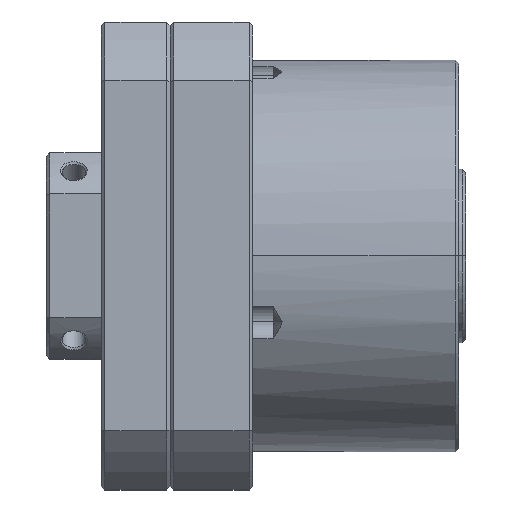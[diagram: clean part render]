
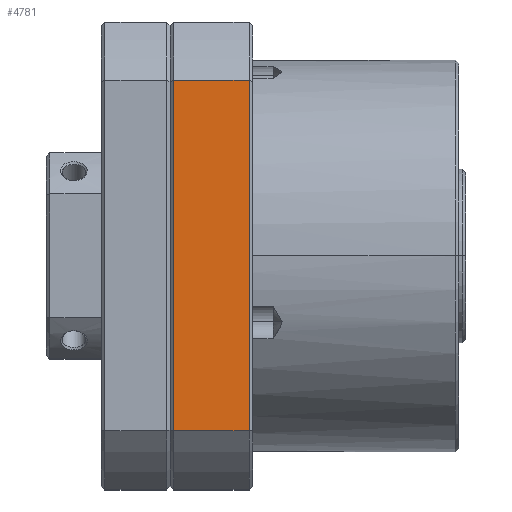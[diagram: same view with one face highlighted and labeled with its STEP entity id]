
A CAD part, top view. The second image highlights one B-rep face of the part: STEP entity #4781.
In plain terms, the highlighted planar face has unit normal (0, 0, 1).
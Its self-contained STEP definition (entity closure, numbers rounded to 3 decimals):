
#237 = CARTESIAN_POINT ( 'NONE',  ( 0.5, -25.5, 34. ) ) ;
#945 = DIRECTION ( 'NONE',  ( 1., 0., 0. ) ) ;
#1634 = VECTOR ( 'NONE', #15002, 1000. ) ;
#1772 = ORIENTED_EDGE ( 'NONE', *, *, #23431, .T. ) ;
#1946 = PLANE ( 'NONE',  #2101 ) ;
#2101 = AXIS2_PLACEMENT_3D ( 'NONE', #3545, #13462, #20869 ) ;
#2254 = EDGE_CURVE ( 'NONE', #14042, #19481, #10194, .T. ) ;
#3394 = VECTOR ( 'NONE', #17325, 1000. ) ;
#3545 = CARTESIAN_POINT ( 'NONE',  ( 42., -34., 34. ) ) ;
#4112 = ORIENTED_EDGE ( 'NONE', *, *, #2254, .T. ) ;
#4179 = DIRECTION ( 'NONE',  ( 0., -1., 0. ) ) ;
#4781 = ADVANCED_FACE ( 'NONE', ( #16545 ), #1946, .T. ) ;
#6269 = CARTESIAN_POINT ( 'NONE',  ( -94.469, 25.5, 34. ) ) ;
#7262 = VECTOR ( 'NONE', #945, 1000. ) ;
#7702 = LINE ( 'NONE', #22268, #12463 ) ;
#10194 = LINE ( 'NONE', #12117, #7262 ) ;
#11669 = ORIENTED_EDGE ( 'NONE', *, *, #11731, .F. ) ;
#11731 = EDGE_CURVE ( 'NONE', #23421, #23671, #19364, .T. ) ;
#12117 = CARTESIAN_POINT ( 'NONE',  ( 42., -25.5, 34. ) ) ;
#12308 = CARTESIAN_POINT ( 'NONE',  ( 11.5, 25.5, 34. ) ) ;
#12463 = VECTOR ( 'NONE', #4179, 1000. ) ;
#12734 = EDGE_CURVE ( 'NONE', #23671, #19481, #7702, .T. ) ;
#13247 = CARTESIAN_POINT ( 'NONE',  ( 11.5, -25.5, 34. ) ) ;
#13462 = DIRECTION ( 'NONE',  ( 0., 0., 1. ) ) ;
#14042 = VERTEX_POINT ( 'NONE', #237 ) ;
#14226 = ORIENTED_EDGE ( 'NONE', *, *, #12734, .F. ) ;
#14651 = LINE ( 'NONE', #14763, #1634 ) ;
#14763 = CARTESIAN_POINT ( 'NONE',  ( 0.5, -34., 34. ) ) ;
#15002 = DIRECTION ( 'NONE',  ( 0., -1., 0. ) ) ;
#16545 = FACE_OUTER_BOUND ( 'NONE', #22519, .T. ) ;
#17325 = DIRECTION ( 'NONE',  ( 1., 0., 0. ) ) ;
#19364 = LINE ( 'NONE', #6269, #3394 ) ;
#19481 = VERTEX_POINT ( 'NONE', #13247 ) ;
#20869 = DIRECTION ( 'NONE',  ( 1., 0., 0. ) ) ;
#22035 = CARTESIAN_POINT ( 'NONE',  ( 0.5, 25.5, 34. ) ) ;
#22268 = CARTESIAN_POINT ( 'NONE',  ( 11.5, -34., 34. ) ) ;
#22519 = EDGE_LOOP ( 'NONE', ( #4112, #14226, #11669, #1772 ) ) ;
#23421 = VERTEX_POINT ( 'NONE', #22035 ) ;
#23431 = EDGE_CURVE ( 'NONE', #23421, #14042, #14651, .T. ) ;
#23671 = VERTEX_POINT ( 'NONE', #12308 ) ;
